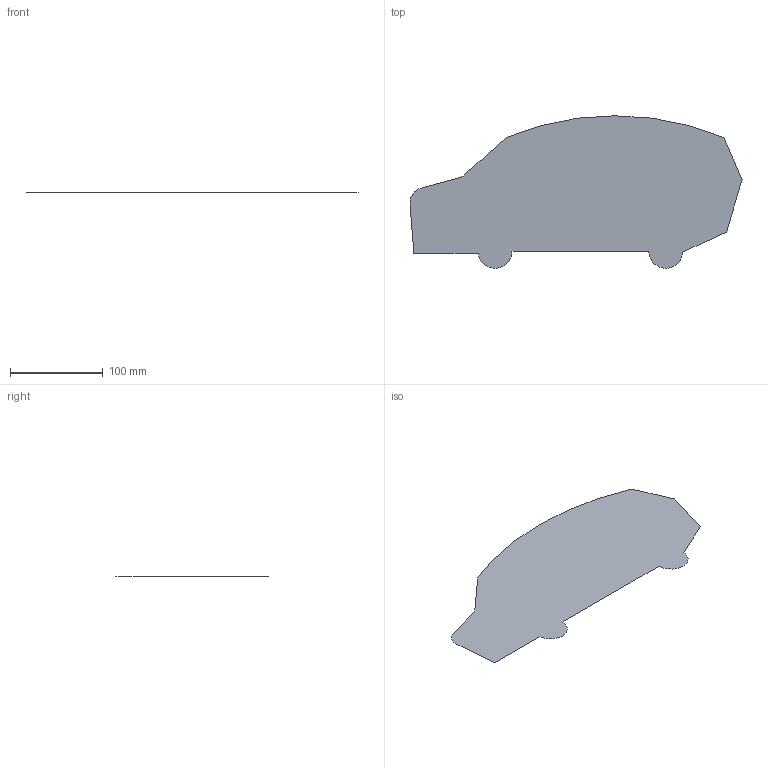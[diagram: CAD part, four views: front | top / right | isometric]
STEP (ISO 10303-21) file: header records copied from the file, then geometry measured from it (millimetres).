
FILE_DESCRIPTION(('WelSim Geometry'),'2;1');
FILE_NAME( 'Geom19.step', '2022-06-21T01:02:53',('WELSIM'),('WelSimulation LLC'), 'Open CASCADE STEP processor 7.4','WelSim23','Unknown');
FILE_SCHEMA(('AUTOMOTIVE_DESIGN { 1 0 10303 214 1 1 1 1 }'));
Length unit declared in the file: millimetre
Products named in the file (1): Surface_1
Bounding box: 357.51 x 164.2 x 0 mm (x, y, z)
Surface area: 43022.9 mm2 (no closed solid volume)
Topology: 0 solids, 1 shells, 1 faces, 13 edges, 13 vertices
Faces by surface type: plane 1
Entity records: 226 total; most frequent: CARTESIAN_POINT 41, DIRECTION 35, LINE 16, VECTOR 16, ORIENTED_EDGE 13, EDGE_CURVE 13, VERTEX_POINT 13, SURFACE_CURVE 13
